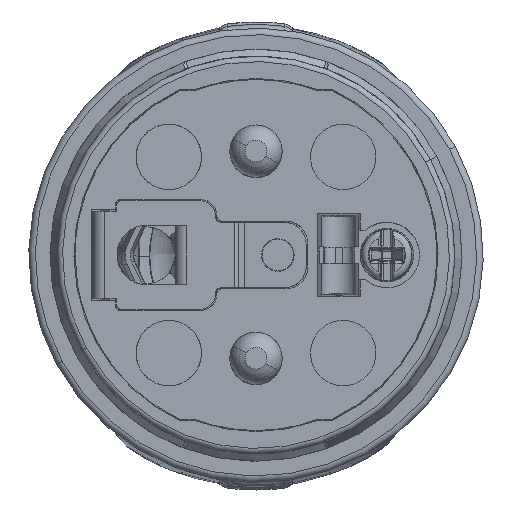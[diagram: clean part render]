
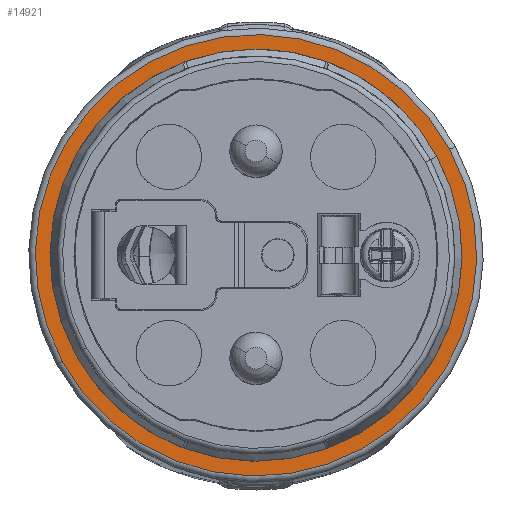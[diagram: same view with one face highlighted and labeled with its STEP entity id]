
A CAD part, top view. The second image highlights one B-rep face of the part: STEP entity #14921.
In plain terms, the highlighted planar face has unit normal (0, 0, 1).
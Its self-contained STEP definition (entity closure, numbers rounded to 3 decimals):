
#14152=AXIS2_PLACEMENT_3D('Circle Axis2P3D',#14150,#14151,$) ;
#14164=AXIS2_PLACEMENT_3D('Circle Axis2P3D',#14162,#14163,$) ;
#14897=AXIS2_PLACEMENT_3D('Plane Axis2P3D',#14894,#14895,#14896) ;
#14905=AXIS2_PLACEMENT_3D('Circle Axis2P3D',#14903,#14904,$) ;
#14914=AXIS2_PLACEMENT_3D('Circle Axis2P3D',#14912,#14913,$) ;
#14140=CARTESIAN_POINT('Vertex',(-17.77,-9.708,-3.799)) ;
#14147=CARTESIAN_POINT('Vertex',(17.77,9.708,-3.799)) ;
#14150=CARTESIAN_POINT('Axis2P3D Location',(0.,0.,-3.799)) ;
#14162=CARTESIAN_POINT('Axis2P3D Location',(0.,0.,-3.799)) ;
#14894=CARTESIAN_POINT('Axis2P3D Location',(-20.249,0.,-3.799)) ;
#14903=CARTESIAN_POINT('Axis2P3D Location',(0.,0.,-3.799)) ;
#14907=CARTESIAN_POINT('Vertex',(16.016,8.75,-3.799)) ;
#14909=CARTESIAN_POINT('Vertex',(-16.016,-8.75,-3.799)) ;
#14912=CARTESIAN_POINT('Axis2P3D Location',(0.,0.,-3.799)) ;
#14151=DIRECTION('Axis2P3D Direction',(0.,-0.,1.)) ;
#14163=DIRECTION('Axis2P3D Direction',(0.,-0.,1.)) ;
#14895=DIRECTION('Axis2P3D Direction',(0.,-0.,1.)) ;
#14896=DIRECTION('Axis2P3D XDirection',(0.,1.,0.)) ;
#14904=DIRECTION('Axis2P3D Direction',(0.,-0.,1.)) ;
#14913=DIRECTION('Axis2P3D Direction',(0.,-0.,1.)) ;
#14900=ORIENTED_EDGE('',*,*,#14166,.T.) ;
#14901=ORIENTED_EDGE('',*,*,#14154,.T.) ;
#14918=ORIENTED_EDGE('',*,*,#14911,.F.) ;
#14919=ORIENTED_EDGE('',*,*,#14916,.F.) ;
#14920=FACE_BOUND('',#14917,.T.) ;
#14921=ADVANCED_FACE('EB00234_modif_7.1\\Corps_elast_234',(#14902,#14920),#14898,.T.) ;
#14153=CIRCLE('generated circle',#14152,20.249) ;
#14165=CIRCLE('generated circle',#14164,20.249) ;
#14906=CIRCLE('generated circle',#14905,18.25) ;
#14915=CIRCLE('generated circle',#14914,18.25) ;
#14154=EDGE_CURVE('',#14141,#14148,#14153,.T.) ;
#14166=EDGE_CURVE('',#14148,#14141,#14165,.T.) ;
#14911=EDGE_CURVE('',#14908,#14910,#14906,.T.) ;
#14916=EDGE_CURVE('',#14910,#14908,#14915,.T.) ;
#14899=EDGE_LOOP('',(#14900,#14901)) ;
#14917=EDGE_LOOP('',(#14918,#14919)) ;
#14902=FACE_OUTER_BOUND('',#14899,.T.) ;
#14898=PLANE('',#14897) ;
#14141=VERTEX_POINT('',#14140) ;
#14148=VERTEX_POINT('',#14147) ;
#14908=VERTEX_POINT('',#14907) ;
#14910=VERTEX_POINT('',#14909) ;
